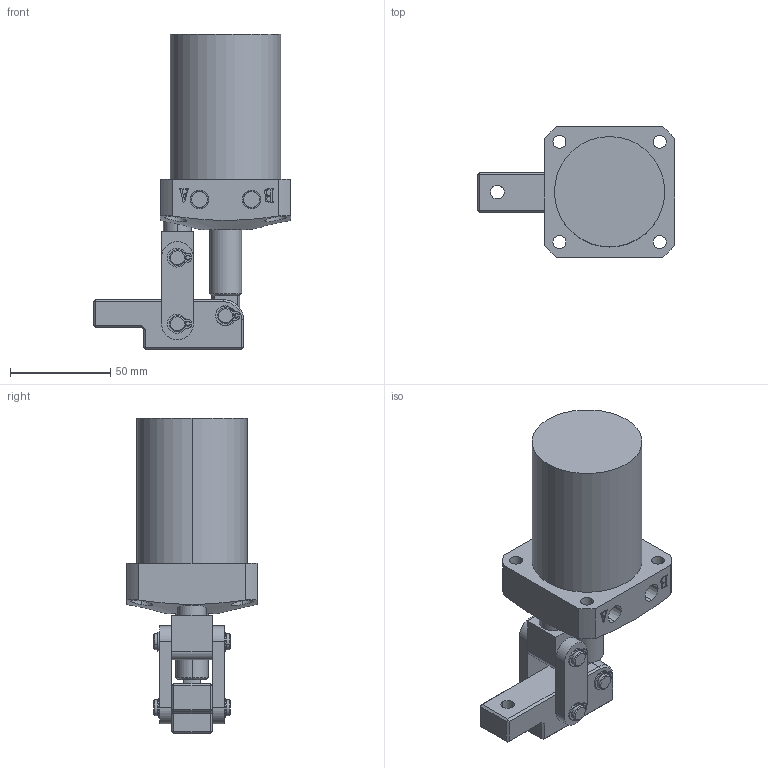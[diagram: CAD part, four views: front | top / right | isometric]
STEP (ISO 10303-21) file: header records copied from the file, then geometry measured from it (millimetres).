
FILE_DESCRIPTION (( 'STEP AP203' ), '1' );
FILE_NAME ('HPLCU-40R.STEP', '2020-03-05T01:31:06', ( '微软用户' ), ( '微软中国' ), 'SwSTEP 2.0', 'SolidWorks 2012', '' );
FILE_SCHEMA (( 'CONFIG_CONTROL_DESIGN' ));
Length unit declared in the file: millimetre
Products named in the file (9): HPLCU-40R; HPLCU-40盓傅; circlips for shaft--type a small gb_GB_CONNECTING_PIECE_RING_RRA 8; HPLCU-40酗种; HPLCU-40揤旋; HPLCU-40蟀裝; HPLCU-40活塞杆; HPLCU-40傻种; HPLCU-40掛极
Assembly tree (15 placements, depth 2):
  HPLCU-40R
    HPLCU-40掛极
    HPLCU-40傻种
    HPLCU-40活塞杆
    HPLCU-40蟀裝  x2
    HPLCU-40揤旋
    HPLCU-40酗种  x2
    circlips for shaft--type a small gb_GB_CONNECTING_PIECE_RING_RRA 8  x6
    HPLCU-40盓傅
Bounding box: 98.5 x 65 x 157.5 mm (x, y, z)
Volume: 270244.6 mm3; surface area: 66928.2 mm2
Topology: 15 solids, 15 shells, 434 faces, 1042 edges, 667 vertices
Faces by surface type: cylinder 203, plane 173, cone 34, bspline 16, torus 8
Entity records: 11041 total; most frequent: CARTESIAN_POINT 2995, DIRECTION 1486, ORIENTED_EDGE 1372, EDGE_CURVE 686, AXIS2_PLACEMENT_3D 554, VERTEX_POINT 435, LINE 378, VECTOR 378
